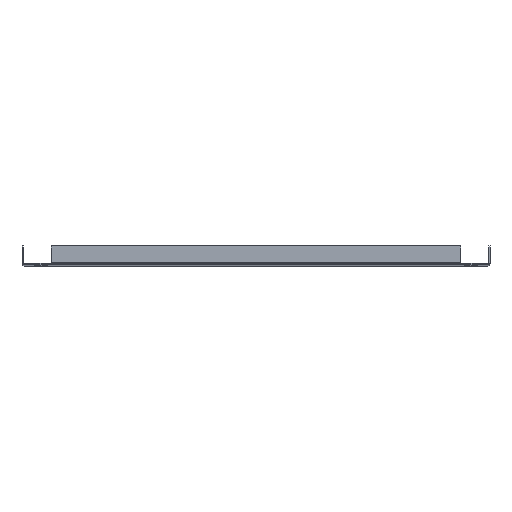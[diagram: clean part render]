
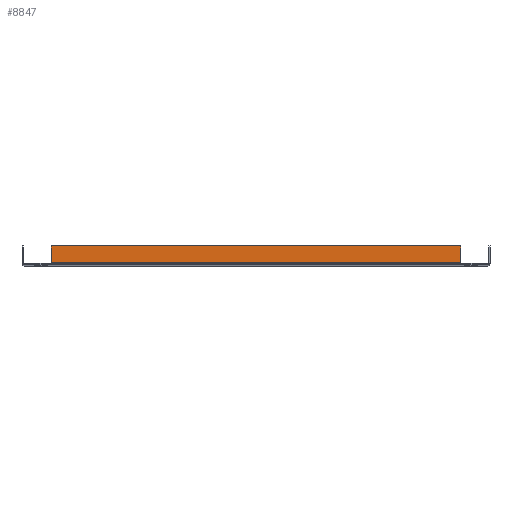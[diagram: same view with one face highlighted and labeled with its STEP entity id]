
A CAD part, top view. The second image highlights one B-rep face of the part: STEP entity #8847.
In plain terms, the highlighted planar face has unit normal (0, 0, 1).
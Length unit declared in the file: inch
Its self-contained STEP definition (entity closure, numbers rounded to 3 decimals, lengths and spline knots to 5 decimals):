
#71 = CARTESIAN_POINT ( 'NONE',  ( 8.092, 0.086, 13. ) ) ;
#262 = DIRECTION ( 'NONE',  ( 0., -1., 0. ) ) ;
#464 = VECTOR ( 'NONE', #3485, 39.37008 ) ;
#1266 = EDGE_CURVE ( 'NONE', #9194, #2845, #9747, .T. ) ;
#1478 = DIRECTION ( 'NONE',  ( 0., 1., 0. ) ) ;
#2088 = EDGE_CURVE ( 'NONE', #8836, #2845, #7210, .T. ) ;
#2142 = EDGE_CURVE ( 'NONE', #8543, #8836, #8111, .T. ) ;
#2179 = EDGE_CURVE ( 'NONE', #9194, #8543, #8517, .T. ) ;
#2845 = VERTEX_POINT ( 'NONE', #3066 ) ;
#3066 = CARTESIAN_POINT ( 'NONE',  ( -8.092, 0.75, 13. ) ) ;
#3485 = DIRECTION ( 'NONE',  ( 0., -1., 0. ) ) ;
#3942 = CARTESIAN_POINT ( 'NONE',  ( 8.092, 0.086, 13. ) ) ;
#4275 = CARTESIAN_POINT ( 'NONE',  ( -8.092, 0.086, 13. ) ) ;
#4367 = CARTESIAN_POINT ( 'NONE',  ( 8.092, 0.75, 13. ) ) ;
#4694 = ORIENTED_EDGE ( 'NONE', *, *, #2088, .F. ) ;
#5189 = FACE_OUTER_BOUND ( 'NONE', #7545, .T. ) ;
#5193 = VECTOR ( 'NONE', #10466, 39.37008 ) ;
#5217 = AXIS2_PLACEMENT_3D ( 'NONE', #7704, #7542, #262 ) ;
#6001 = PLANE ( 'NONE',  #5217 ) ;
#6163 = ORIENTED_EDGE ( 'NONE', *, *, #1266, .T. ) ;
#6231 = VECTOR ( 'NONE', #1478, 39.37008 ) ;
#6456 = CARTESIAN_POINT ( 'NONE',  ( -8.092, 0., 13. ) ) ;
#7210 = LINE ( 'NONE', #6456, #6231 ) ;
#7232 = CARTESIAN_POINT ( 'NONE',  ( 9.25, 0.75, 13. ) ) ;
#7542 = DIRECTION ( 'NONE',  ( 0., 0., 1. ) ) ;
#7545 = EDGE_LOOP ( 'NONE', ( #4694, #10162, #9778, #6163 ) ) ;
#7704 = CARTESIAN_POINT ( 'NONE',  ( -9.16392, 0.047, 13. ) ) ;
#8111 = LINE ( 'NONE', #3942, #5193 ) ;
#8517 = LINE ( 'NONE', #10007, #464 ) ;
#8543 = VERTEX_POINT ( 'NONE', #71 ) ;
#8836 = VERTEX_POINT ( 'NONE', #4275 ) ;
#8847 = ADVANCED_FACE ( 'NONE', ( #5189 ), #6001, .T. ) ;
#9194 = VERTEX_POINT ( 'NONE', #4367 ) ;
#9747 = LINE ( 'NONE', #7232, #9772 ) ;
#9772 = VECTOR ( 'NONE', #9890, 39.37008 ) ;
#9778 = ORIENTED_EDGE ( 'NONE', *, *, #2179, .F. ) ;
#9890 = DIRECTION ( 'NONE',  ( -1., 0., 0. ) ) ;
#10007 = CARTESIAN_POINT ( 'NONE',  ( 8.092, 0., 13. ) ) ;
#10162 = ORIENTED_EDGE ( 'NONE', *, *, #2142, .F. ) ;
#10466 = DIRECTION ( 'NONE',  ( -1., 0., 0. ) ) ;
